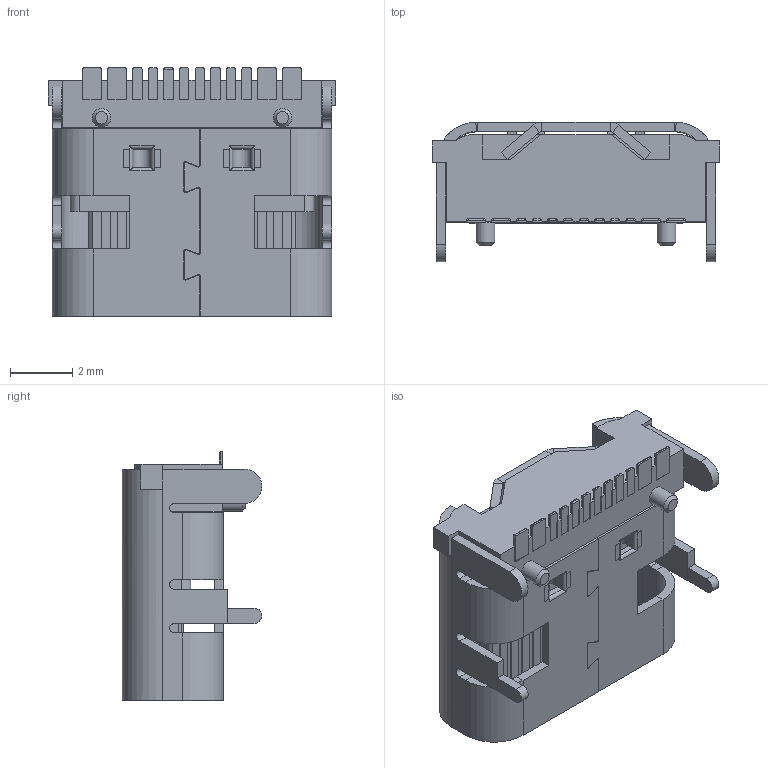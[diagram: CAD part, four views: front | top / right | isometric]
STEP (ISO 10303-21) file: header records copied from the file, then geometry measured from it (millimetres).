
FILE_DESCRIPTION(('STEP AP214'), '1');
FILE_NAME('USB_type_C_smd_12p', '', ('UNSPECIFIED'), ('UNSPECIFIED'), 'C3D Converter', 'C3D Toolkit', '');
FILE_SCHEMA(('AUTOMOTIVE_DESIGN { 1 0 10303 214 3 1 1}'));
Length unit declared in the file: millimetre
Bounding box: 9.2 x 4.47 x 7.95 mm (x, y, z)
Volume: 113 mm3; surface area: 506.4 mm2
Topology: 4 solids, 4 shells, 571 faces, 1565 edges, 964 vertices
Faces by surface type: plane 379, cylinder 158, sphere 24, cone 10
Full cylindrical faces by diameter (mm): 0.6 x2
Entity records: 22378 total; most frequent: CARTESIAN_POINT 3255, ORIENTED_EDGE 3074, DIRECTION 2981, EDGE_CURVE 1537, LINE 1201, VECTOR 1201, VERTEX_POINT 964, AXIS2_PLACEMENT_3D 890
